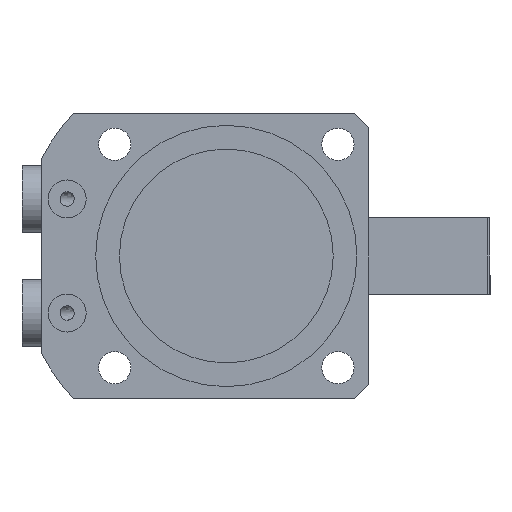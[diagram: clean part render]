
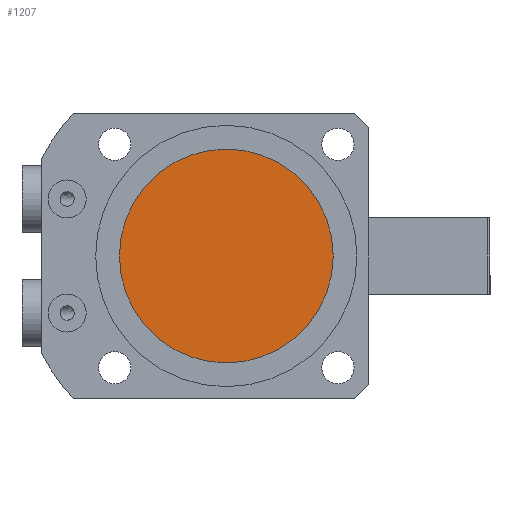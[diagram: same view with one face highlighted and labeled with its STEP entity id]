
A CAD part, front view. The second image highlights one B-rep face of the part: STEP entity #1207.
In plain terms, the highlighted planar face has unit normal (0, -1, 0).
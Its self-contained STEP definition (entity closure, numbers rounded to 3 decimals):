
#28 = FACE_OUTER_BOUND ( 'NONE', #9325, .T. ) ;
#108 = DIRECTION ( 'NONE',  ( 0., 1., 0. ) ) ;
#729 = DIRECTION ( 'NONE',  ( 0., 0., 1. ) ) ;
#738 = CARTESIAN_POINT ( 'NONE',  ( 0., -43.5, 0. ) ) ;
#1207 = ADVANCED_FACE ( 'NONE', ( #28 ), #4732, .F. ) ;
#1473 = DIRECTION ( 'NONE',  ( 0., 0., 1. ) ) ;
#1611 = AXIS2_PLACEMENT_3D ( 'NONE', #4549, #108, #5289 ) ;
#1703 = AXIS2_PLACEMENT_3D ( 'NONE', #738, #5912, #1473 ) ;
#2837 = CARTESIAN_POINT ( 'NONE',  ( 0., -43.5, 0. ) ) ;
#3821 = EDGE_CURVE ( 'NONE', #8995, #4055, #8255, .T. ) ;
#4055 = VERTEX_POINT ( 'NONE', #9233 ) ;
#4295 = CIRCLE ( 'NONE', #1611, 22.5 ) ;
#4549 = CARTESIAN_POINT ( 'NONE',  ( 0., -43.5, 0. ) ) ;
#4732 = PLANE ( 'NONE',  #6093 ) ;
#5169 = DIRECTION ( 'NONE',  ( 0., 1., 0. ) ) ;
#5289 = DIRECTION ( 'NONE',  ( 0., 0., 1. ) ) ;
#5912 = DIRECTION ( 'NONE',  ( 0., 1., 0. ) ) ;
#6093 = AXIS2_PLACEMENT_3D ( 'NONE', #2837, #5169, #729 ) ;
#8222 = ORIENTED_EDGE ( 'NONE', *, *, #8661, .F. ) ;
#8255 = CIRCLE ( 'NONE', #1703, 22.5 ) ;
#8661 = EDGE_CURVE ( 'NONE', #4055, #8995, #4295, .T. ) ;
#8995 = VERTEX_POINT ( 'NONE', #9320 ) ;
#9233 = CARTESIAN_POINT ( 'NONE',  ( 0., -43.5, -22.5 ) ) ;
#9320 = CARTESIAN_POINT ( 'NONE',  ( 0., -43.5, 22.5 ) ) ;
#9325 = EDGE_LOOP ( 'NONE', ( #9421, #8222 ) ) ;
#9421 = ORIENTED_EDGE ( 'NONE', *, *, #3821, .F. ) ;
